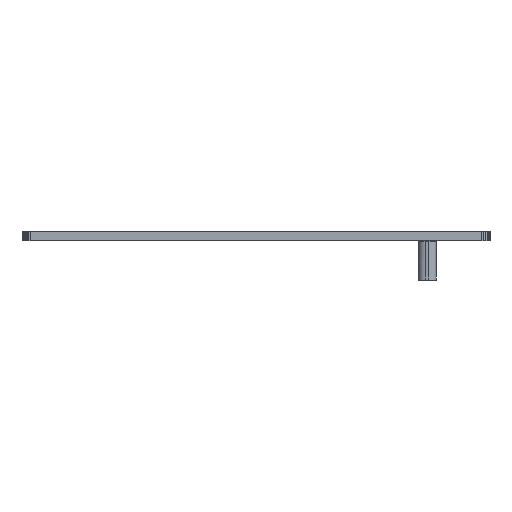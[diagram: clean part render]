
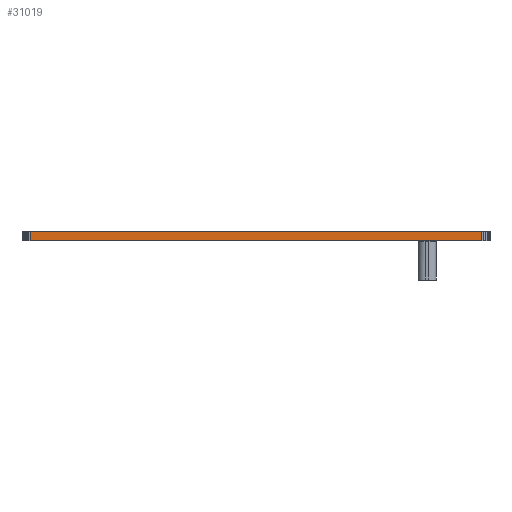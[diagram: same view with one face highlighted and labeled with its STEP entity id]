
A CAD part, front view. The second image highlights one B-rep face of the part: STEP entity #31019.
In plain terms, the highlighted planar face has unit normal (0, -1, 0).
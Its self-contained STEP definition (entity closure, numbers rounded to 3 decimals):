
#3352 = PLANE('',#3353);
#3353 = AXIS2_PLACEMENT_3D('',#3354,#3355,#3356);
#3354 = CARTESIAN_POINT('',(0.349,38.488,1.58));
#3355 = DIRECTION('',(-0.,-0.,-1.));
#3356 = DIRECTION('',(-1.,0.,0.));
#3406 = PLANE('',#3407);
#3407 = AXIS2_PLACEMENT_3D('',#3408,#3409,#3410);
#3408 = CARTESIAN_POINT('',(0.349,38.488,0.));
#3409 = DIRECTION('',(-0.,-0.,-1.));
#3410 = DIRECTION('',(-1.,0.,0.));
#7659 = VERTEX_POINT('',#7660);
#7660 = CARTESIAN_POINT('',(39.947,-1.349,0.));
#7674 = PLANE('',#7675);
#7675 = AXIS2_PLACEMENT_3D('',#7676,#7677,#7678);
#7676 = CARTESIAN_POINT('',(40.158,-1.336,0.));
#7677 = DIRECTION('',(0.06,-0.998,0.));
#7678 = DIRECTION('',(-0.998,-0.06,0.));
#7686 = EDGE_CURVE('',#7659,#7687,#7689,.T.);
#7687 = VERTEX_POINT('',#7688);
#7688 = CARTESIAN_POINT('',(-39.15,-1.35,0.));
#7689 = SURFACE_CURVE('',#7690,(#7694,#7701),.PCURVE_S1.);
#7690 = LINE('',#7691,#7692);
#7691 = CARTESIAN_POINT('',(39.947,-1.349,0.));
#7692 = VECTOR('',#7693,1.);
#7693 = DIRECTION('',(-1.,0.,0.));
#7694 = PCURVE('',#3406,#7695);
#7695 = DEFINITIONAL_REPRESENTATION('',(#7696),#7700);
#7696 = LINE('',#7697,#7698);
#7697 = CARTESIAN_POINT('',(-39.598,-39.837));
#7698 = VECTOR('',#7699,1.);
#7699 = DIRECTION('',(1.,0.));
#7700 = ( GEOMETRIC_REPRESENTATION_CONTEXT(2) 
PARAMETRIC_REPRESENTATION_CONTEXT() REPRESENTATION_CONTEXT('2D SPACE',''
  ) );
#7701 = PCURVE('',#7702,#7707);
#7702 = PLANE('',#7703);
#7703 = AXIS2_PLACEMENT_3D('',#7704,#7705,#7706);
#7704 = CARTESIAN_POINT('',(39.947,-1.349,0.));
#7705 = DIRECTION('',(0.,-1.,0.));
#7706 = DIRECTION('',(-1.,0.,0.));
#7707 = DEFINITIONAL_REPRESENTATION('',(#7708),#7712);
#7708 = LINE('',#7709,#7710);
#7709 = CARTESIAN_POINT('',(0.,0.));
#7710 = VECTOR('',#7711,1.);
#7711 = DIRECTION('',(1.,0.));
#7712 = ( GEOMETRIC_REPRESENTATION_CONTEXT(2) 
PARAMETRIC_REPRESENTATION_CONTEXT() REPRESENTATION_CONTEXT('2D SPACE',''
  ) );
#7730 = PLANE('',#7731);
#7731 = AXIS2_PLACEMENT_3D('',#7732,#7733,#7734);
#7732 = CARTESIAN_POINT('',(-39.15,-1.35,0.));
#7733 = DIRECTION('',(-0.013,-1.,0.));
#7734 = DIRECTION('',(-1.,0.013,0.));
#17614 = VERTEX_POINT('',#17615);
#17615 = CARTESIAN_POINT('',(39.947,-1.349,1.58));
#17636 = EDGE_CURVE('',#17614,#17637,#17639,.T.);
#17637 = VERTEX_POINT('',#17638);
#17638 = CARTESIAN_POINT('',(-39.15,-1.35,1.58));
#17639 = SURFACE_CURVE('',#17640,(#17644,#17651),.PCURVE_S1.);
#17640 = LINE('',#17641,#17642);
#17641 = CARTESIAN_POINT('',(39.947,-1.349,1.58));
#17642 = VECTOR('',#17643,1.);
#17643 = DIRECTION('',(-1.,0.,0.));
#17644 = PCURVE('',#3352,#17645);
#17645 = DEFINITIONAL_REPRESENTATION('',(#17646),#17650);
#17646 = LINE('',#17647,#17648);
#17647 = CARTESIAN_POINT('',(-39.598,-39.837));
#17648 = VECTOR('',#17649,1.);
#17649 = DIRECTION('',(1.,0.));
#17650 = ( GEOMETRIC_REPRESENTATION_CONTEXT(2) 
PARAMETRIC_REPRESENTATION_CONTEXT() REPRESENTATION_CONTEXT('2D SPACE',''
  ) );
#17651 = PCURVE('',#7702,#17652);
#17652 = DEFINITIONAL_REPRESENTATION('',(#17653),#17657);
#17653 = LINE('',#17654,#17655);
#17654 = CARTESIAN_POINT('',(0.,-1.58));
#17655 = VECTOR('',#17656,1.);
#17656 = DIRECTION('',(1.,0.));
#17657 = ( GEOMETRIC_REPRESENTATION_CONTEXT(2) 
PARAMETRIC_REPRESENTATION_CONTEXT() REPRESENTATION_CONTEXT('2D SPACE',''
  ) );
#30971 = EDGE_CURVE('',#7659,#17614,#30972,.T.);
#30972 = SURFACE_CURVE('',#30973,(#30977,#30984),.PCURVE_S1.);
#30973 = LINE('',#30974,#30975);
#30974 = CARTESIAN_POINT('',(39.947,-1.349,0.));
#30975 = VECTOR('',#30976,1.);
#30976 = DIRECTION('',(0.,0.,1.));
#30977 = PCURVE('',#7674,#30978);
#30978 = DEFINITIONAL_REPRESENTATION('',(#30979),#30983);
#30979 = LINE('',#30980,#30981);
#30980 = CARTESIAN_POINT('',(0.212,0.));
#30981 = VECTOR('',#30982,1.);
#30982 = DIRECTION('',(0.,-1.));
#30983 = ( GEOMETRIC_REPRESENTATION_CONTEXT(2) 
PARAMETRIC_REPRESENTATION_CONTEXT() REPRESENTATION_CONTEXT('2D SPACE',''
  ) );
#30984 = PCURVE('',#7702,#30985);
#30985 = DEFINITIONAL_REPRESENTATION('',(#30986),#30990);
#30986 = LINE('',#30987,#30988);
#30987 = CARTESIAN_POINT('',(0.,0.));
#30988 = VECTOR('',#30989,1.);
#30989 = DIRECTION('',(0.,-1.));
#30990 = ( GEOMETRIC_REPRESENTATION_CONTEXT(2) 
PARAMETRIC_REPRESENTATION_CONTEXT() REPRESENTATION_CONTEXT('2D SPACE',''
  ) );
#31019 = ADVANCED_FACE('',(#31020),#7702,.T.);
#31020 = FACE_BOUND('',#31021,.T.);
#31021 = EDGE_LOOP('',(#31022,#31023,#31024,#31045));
#31022 = ORIENTED_EDGE('',*,*,#30971,.T.);
#31023 = ORIENTED_EDGE('',*,*,#17636,.T.);
#31024 = ORIENTED_EDGE('',*,*,#31025,.F.);
#31025 = EDGE_CURVE('',#7687,#17637,#31026,.T.);
#31026 = SURFACE_CURVE('',#31027,(#31031,#31038),.PCURVE_S1.);
#31027 = LINE('',#31028,#31029);
#31028 = CARTESIAN_POINT('',(-39.15,-1.35,0.));
#31029 = VECTOR('',#31030,1.);
#31030 = DIRECTION('',(0.,0.,1.));
#31031 = PCURVE('',#7702,#31032);
#31032 = DEFINITIONAL_REPRESENTATION('',(#31033),#31037);
#31033 = LINE('',#31034,#31035);
#31034 = CARTESIAN_POINT('',(79.097,0.));
#31035 = VECTOR('',#31036,1.);
#31036 = DIRECTION('',(0.,-1.));
#31037 = ( GEOMETRIC_REPRESENTATION_CONTEXT(2) 
PARAMETRIC_REPRESENTATION_CONTEXT() REPRESENTATION_CONTEXT('2D SPACE',''
  ) );
#31038 = PCURVE('',#7730,#31039);
#31039 = DEFINITIONAL_REPRESENTATION('',(#31040),#31044);
#31040 = LINE('',#31041,#31042);
#31041 = CARTESIAN_POINT('',(0.,0.));
#31042 = VECTOR('',#31043,1.);
#31043 = DIRECTION('',(0.,-1.));
#31044 = ( GEOMETRIC_REPRESENTATION_CONTEXT(2) 
PARAMETRIC_REPRESENTATION_CONTEXT() REPRESENTATION_CONTEXT('2D SPACE',''
  ) );
#31045 = ORIENTED_EDGE('',*,*,#7686,.F.);
